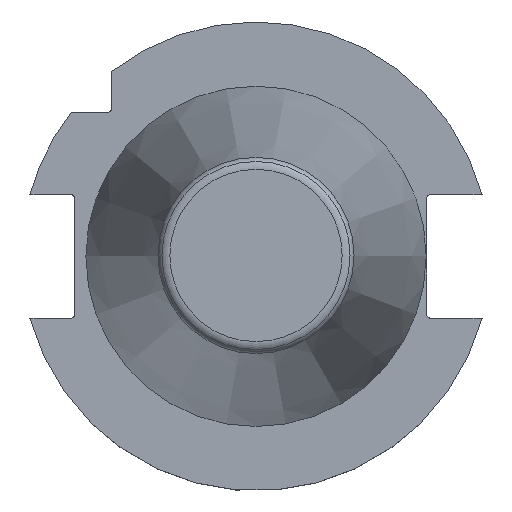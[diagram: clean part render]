
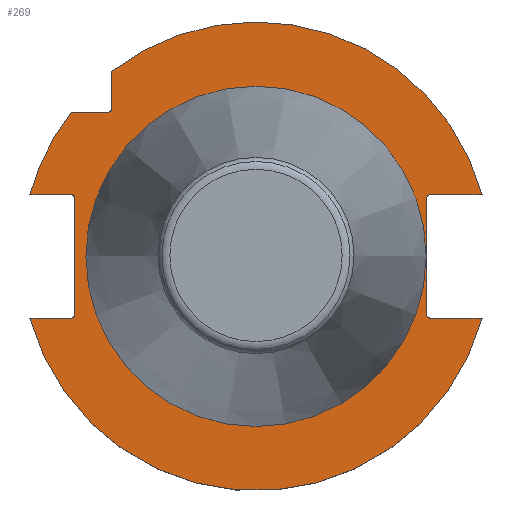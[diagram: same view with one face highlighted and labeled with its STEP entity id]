
A CAD part, top view. The second image highlights one B-rep face of the part: STEP entity #269.
In plain terms, the highlighted planar face has unit normal (0, 0, 1).
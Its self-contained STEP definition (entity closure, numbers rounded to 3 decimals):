
#156=LINE('',#1592,#212);
#157=LINE('',#1596,#213);
#158=LINE('',#1600,#214);
#159=LINE('',#1604,#215);
#160=LINE('',#1608,#216);
#161=LINE('',#1612,#217);
#162=LINE('',#1616,#218);
#163=LINE('',#1620,#219);
#212=VECTOR('',#1269,1.);
#213=VECTOR('',#1272,1.);
#214=VECTOR('',#1275,1.);
#215=VECTOR('',#1278,1.);
#216=VECTOR('',#1281,1.);
#217=VECTOR('',#1284,1.);
#218=VECTOR('',#1287,1.);
#219=VECTOR('',#1290,1.);
#269=ADVANCED_FACE('',(#355,#356),#335,.F.);
#335=PLANE('',#1135);
#355=FACE_BOUND('',#403,.T.);
#356=FACE_BOUND('',#404,.T.);
#403=EDGE_LOOP('',(#493,#494,#495,#496,#497,#498,#499,#500,#501,#502,#503,
#504,#505,#506,#507,#508));
#404=EDGE_LOOP('',(#509));
#493=ORIENTED_EDGE('',*,*,#885,.T.);
#494=ORIENTED_EDGE('',*,*,#886,.T.);
#495=ORIENTED_EDGE('',*,*,#887,.T.);
#496=ORIENTED_EDGE('',*,*,#888,.T.);
#497=ORIENTED_EDGE('',*,*,#889,.T.);
#498=ORIENTED_EDGE('',*,*,#890,.F.);
#499=ORIENTED_EDGE('',*,*,#891,.T.);
#500=ORIENTED_EDGE('',*,*,#892,.T.);
#501=ORIENTED_EDGE('',*,*,#893,.T.);
#502=ORIENTED_EDGE('',*,*,#894,.F.);
#503=ORIENTED_EDGE('',*,*,#895,.T.);
#504=ORIENTED_EDGE('',*,*,#896,.F.);
#505=ORIENTED_EDGE('',*,*,#897,.T.);
#506=ORIENTED_EDGE('',*,*,#898,.T.);
#507=ORIENTED_EDGE('',*,*,#899,.T.);
#508=ORIENTED_EDGE('',*,*,#900,.F.);
#509=ORIENTED_EDGE('',*,*,#901,.T.);
#781=VERTEX_POINT('',#1590);
#782=VERTEX_POINT('',#1591);
#783=VERTEX_POINT('',#1593);
#784=VERTEX_POINT('',#1595);
#785=VERTEX_POINT('',#1597);
#786=VERTEX_POINT('',#1599);
#787=VERTEX_POINT('',#1601);
#788=VERTEX_POINT('',#1603);
#789=VERTEX_POINT('',#1605);
#790=VERTEX_POINT('',#1607);
#791=VERTEX_POINT('',#1609);
#792=VERTEX_POINT('',#1611);
#793=VERTEX_POINT('',#1613);
#794=VERTEX_POINT('',#1615);
#795=VERTEX_POINT('',#1617);
#796=VERTEX_POINT('',#1619);
#797=VERTEX_POINT('',#1622);
#885=EDGE_CURVE('',#781,#782,#1029,.T.);
#886=EDGE_CURVE('',#782,#783,#156,.T.);
#887=EDGE_CURVE('',#783,#784,#1030,.T.);
#888=EDGE_CURVE('',#784,#785,#157,.T.);
#889=EDGE_CURVE('',#785,#786,#1031,.T.);
#890=EDGE_CURVE('',#787,#786,#158,.T.);
#891=EDGE_CURVE('',#787,#788,#1032,.T.);
#892=EDGE_CURVE('',#788,#789,#159,.T.);
#893=EDGE_CURVE('',#789,#790,#1033,.T.);
#894=EDGE_CURVE('',#791,#790,#160,.T.);
#895=EDGE_CURVE('',#791,#792,#1034,.T.);
#896=EDGE_CURVE('',#793,#792,#161,.T.);
#897=EDGE_CURVE('',#793,#794,#1035,.T.);
#898=EDGE_CURVE('',#794,#795,#162,.T.);
#899=EDGE_CURVE('',#795,#796,#1036,.T.);
#900=EDGE_CURVE('',#781,#796,#163,.T.);
#901=EDGE_CURVE('',#797,#797,#1037,.T.);
#1029=CIRCLE('',#1126,0.8);
#1030=CIRCLE('',#1127,0.8);
#1031=CIRCLE('',#1128,48.75);
#1032=CIRCLE('',#1129,0.8);
#1033=CIRCLE('',#1130,48.75);
#1034=CIRCLE('',#1131,0.8);
#1035=CIRCLE('',#1132,0.8);
#1036=CIRCLE('',#1133,48.75);
#1037=CIRCLE('',#1134,35.392);
#1126=AXIS2_PLACEMENT_3D('',#1589,#1267,#1268);
#1127=AXIS2_PLACEMENT_3D('',#1594,#1270,#1271);
#1128=AXIS2_PLACEMENT_3D('',#1598,#1273,#1274);
#1129=AXIS2_PLACEMENT_3D('',#1602,#1276,#1277);
#1130=AXIS2_PLACEMENT_3D('',#1606,#1279,#1280);
#1131=AXIS2_PLACEMENT_3D('',#1610,#1282,#1283);
#1132=AXIS2_PLACEMENT_3D('',#1614,#1285,#1286);
#1133=AXIS2_PLACEMENT_3D('',#1618,#1288,#1289);
#1134=AXIS2_PLACEMENT_3D('',#1621,#1291,#1292);
#1135=AXIS2_PLACEMENT_3D('',#1623,#1293,#1294);
#1267=DIRECTION('',(0.,0.,-1.));
#1268=DIRECTION('',(0.,-1.,0.));
#1269=DIRECTION('',(0.,1.,0.));
#1270=DIRECTION('',(0.,0.,-1.));
#1271=DIRECTION('',(-1.,0.,0.));
#1272=DIRECTION('',(1.,0.,0.));
#1273=DIRECTION('',(0.,0.,1.));
#1274=DIRECTION('',(0.965,0.264,0.));
#1275=DIRECTION('',(0.,1.,0.));
#1276=DIRECTION('',(0.,0.,-1.));
#1277=DIRECTION('',(1.,0.,0.));
#1278=DIRECTION('',(-1.,0.,0.));
#1279=DIRECTION('',(0.,0.,1.));
#1280=DIRECTION('',(-0.788,0.615,0.));
#1281=DIRECTION('',(-1.,0.,0.));
#1282=DIRECTION('',(0.,0.,-1.));
#1283=DIRECTION('',(0.,1.,0.));
#1284=DIRECTION('',(0.,1.,0.));
#1285=DIRECTION('',(0.,0.,-1.));
#1286=DIRECTION('',(1.,0.,0.));
#1287=DIRECTION('',(-1.,0.,0.));
#1288=DIRECTION('',(0.,0.,1.));
#1289=DIRECTION('',(-0.965,-0.264,0.));
#1290=DIRECTION('',(1.,0.,0.));
#1291=DIRECTION('',(0.,0.,-1.));
#1292=DIRECTION('',(-1.,0.,0.));
#1293=DIRECTION('',(0.,0.,-1.));
#1294=DIRECTION('',(1.,0.,0.));
#1589=CARTESIAN_POINT('',(36.3,-12.05,-3.2));
#1590=CARTESIAN_POINT('',(36.3,-12.85,-3.2));
#1591=CARTESIAN_POINT('',(35.5,-12.05,-3.2));
#1592=CARTESIAN_POINT('',(35.5,-12.05,-3.2));
#1593=CARTESIAN_POINT('',(35.5,12.05,-3.2));
#1594=CARTESIAN_POINT('',(36.3,12.05,-3.2));
#1595=CARTESIAN_POINT('',(36.3,12.85,-3.2));
#1596=CARTESIAN_POINT('',(36.3,12.85,-3.2));
#1597=CARTESIAN_POINT('',(47.026,12.85,-3.2));
#1598=CARTESIAN_POINT('',(0.,0.,-3.2));
#1599=CARTESIAN_POINT('',(-30.,38.426,-3.2));
#1600=CARTESIAN_POINT('',(-30.,30.8,-3.2));
#1601=CARTESIAN_POINT('',(-30.,30.8,-3.2));
#1602=CARTESIAN_POINT('',(-30.8,30.8,-3.2));
#1603=CARTESIAN_POINT('',(-30.8,30.,-3.2));
#1604=CARTESIAN_POINT('',(-30.8,30.,-3.2));
#1605=CARTESIAN_POINT('',(-38.426,30.,-3.2));
#1606=CARTESIAN_POINT('',(0.,0.,-3.2));
#1607=CARTESIAN_POINT('',(-47.026,12.85,-3.2));
#1608=CARTESIAN_POINT('',(-38.5,12.85,-3.2));
#1609=CARTESIAN_POINT('',(-38.5,12.85,-3.2));
#1610=CARTESIAN_POINT('',(-38.5,12.05,-3.2));
#1611=CARTESIAN_POINT('',(-37.7,12.05,-3.2));
#1612=CARTESIAN_POINT('',(-37.7,-12.05,-3.2));
#1613=CARTESIAN_POINT('',(-37.7,-12.05,-3.2));
#1614=CARTESIAN_POINT('',(-38.5,-12.05,-3.2));
#1615=CARTESIAN_POINT('',(-38.5,-12.85,-3.2));
#1616=CARTESIAN_POINT('',(-38.5,-12.85,-3.2));
#1617=CARTESIAN_POINT('',(-47.026,-12.85,-3.2));
#1618=CARTESIAN_POINT('',(0.,0.,-3.2));
#1619=CARTESIAN_POINT('',(47.026,-12.85,-3.2));
#1620=CARTESIAN_POINT('',(36.3,-12.85,-3.2));
#1621=CARTESIAN_POINT('',(0.,0.,-3.2));
#1622=CARTESIAN_POINT('',(-35.392,0.,-3.2));
#1623=CARTESIAN_POINT('',(0.,35.392,-3.2));
